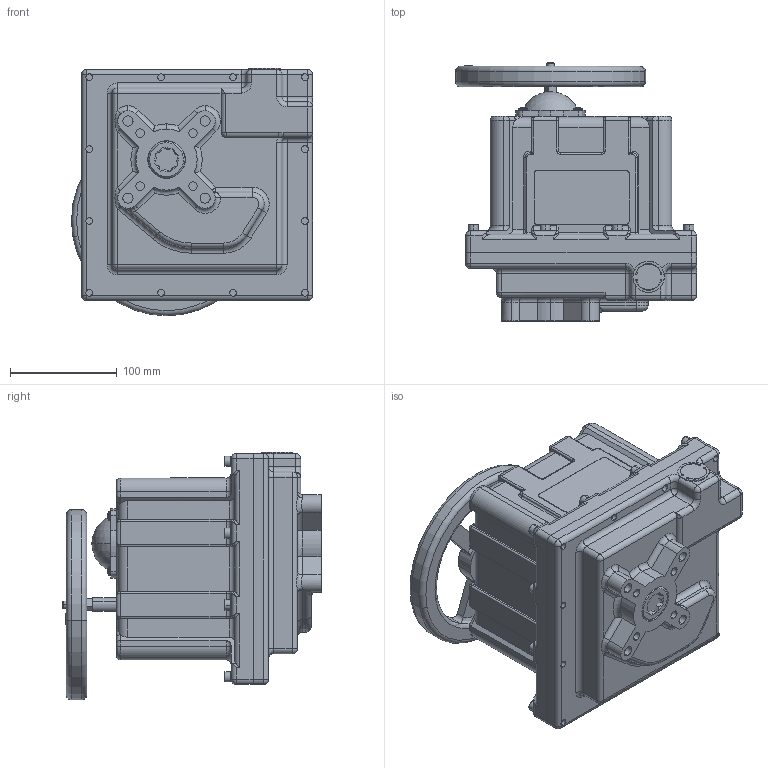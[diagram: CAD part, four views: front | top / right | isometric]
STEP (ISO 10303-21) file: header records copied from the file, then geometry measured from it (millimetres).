
FILE_DESCRIPTION (( 'STEP AP214' ), '1' );
FILE_NAME ('M Series Nema 7.STEP', '2014-05-12T17:21:42', ( 'Owner' ), ( '' ), 'SwSTEP 2.0', 'SolidWorks 2014', '' );
FILE_SCHEMA (( 'AUTOMOTIVE_DESIGN' ));
Length unit declared in the file: inch
Products named in the file (1): M Series Nema 7
Bounding box: 225.42 x 241.44 x 231.47 mm (x, y, z)
Volume: 5817964.5 mm3; surface area: 306334.4 mm2
Topology: 4 solids, 5 shells, 1641 faces, 4093 edges, 2487 vertices
Faces by surface type: cylinder 613, plane 526, bspline 177, cone 175, torus 123, sphere 27
Entity records: 78236 total; most frequent: CARTESIAN_POINT 32989, ORIENTED_EDGE 8118, DIRECTION 7367, EDGE_CURVE 4059, AXIS2_PLACEMENT_3D 2805, VERTEX_POINT 2487, VECTOR 1757, LINE 1757
